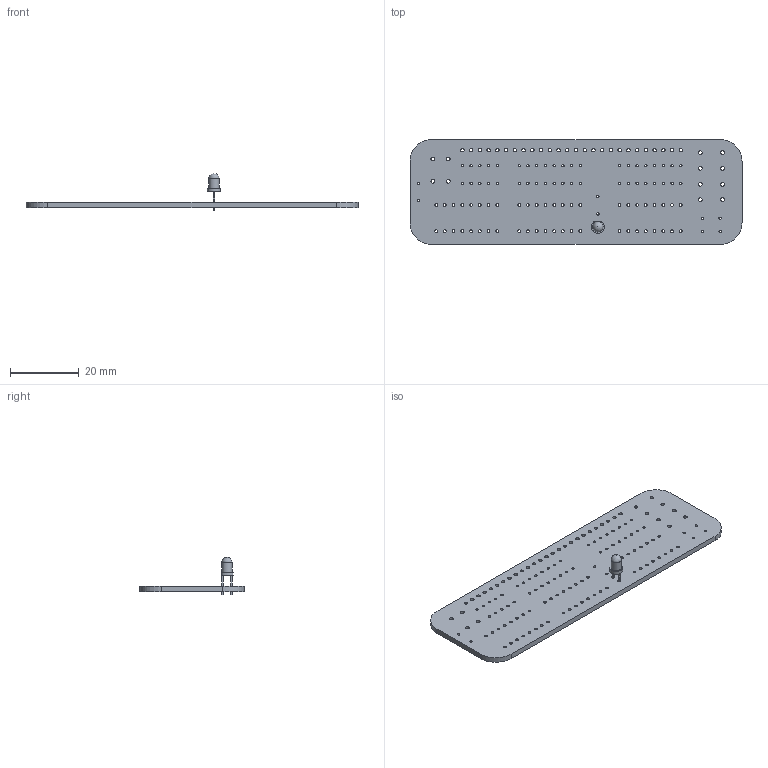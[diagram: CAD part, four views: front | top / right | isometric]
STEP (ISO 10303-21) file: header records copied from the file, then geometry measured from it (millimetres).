
FILE_DESCRIPTION(('KiCad electronic assembly'),'2;1');
FILE_NAME('DebugBoard.step','2025-06-16T17:27:51',('Pcbnew'),('Kicad'), 'Open CASCADE STEP processor 7.6','KiCad to STEP converter','Unknown' );
FILE_SCHEMA(('AUTOMOTIVE_DESIGN { 1 0 10303 214 1 1 1 1 }'));
Length unit declared in the file: millimetre
Products named in the file (4): DebugBoard 1; LED_D3.0mm_white; SOLID; DebugBoard PCB
Assembly tree (3 placements, depth 3):
  DebugBoard 1
    LED_D3.0mm_white
      SOLID
    DebugBoard PCB
Bounding box: 96.52 x 30.48 x 10.8 mm (x, y, z)
Volume: 4568.7 mm3; surface area: 6709.9 mm2
Topology: 2 solids, 2 shells, 164 faces, 474 edges, 315 vertices
Faces by surface type: cylinder 144, plane 19, sphere 1
Full cylindrical faces by diameter (mm): 0.7 x50, 0.8 x48, 0.9 x2, 1 x26, 1.1 x12, 3 x1
Entity records: 13434 total; most frequent: CARTESIAN_POINT 3697, DIRECTION 1762, ORIENTED_EDGE 950, PCURVE 950, DEFINITIONAL_REPRESENTATION 950, LINE 844, VECTOR 844, EDGE_CURVE 475
